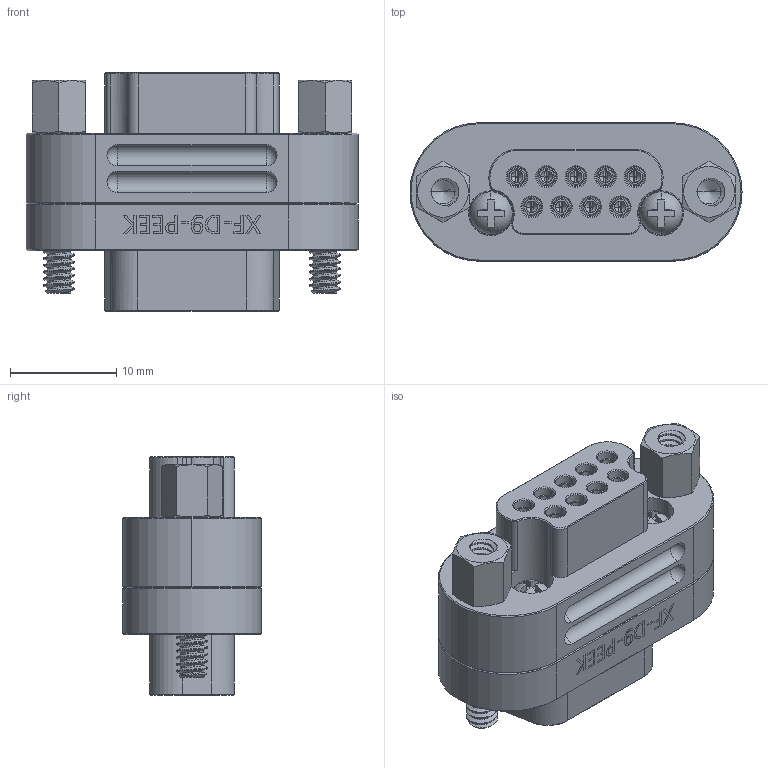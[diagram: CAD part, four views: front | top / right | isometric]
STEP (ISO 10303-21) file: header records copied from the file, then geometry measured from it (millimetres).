
FILE_DESCRIPTION (( 'STEP AP214' ), '1' );
FILE_NAME ('俋楷耀倰-FF-D9-PEEK.STEP', '2026-01-15T02:15:54', ( '' ), ( '' ), 'SwSTEP 2.0', 'SolidWorks 2020', '' );
FILE_SCHEMA (( 'AUTOMOTIVE_DESIGN' ));
Length unit declared in the file: millimetre
Products named in the file (6): FF-D9-UP-PEEK; UNC40-譫芛蹟佪; 俋楷耀倰-FF-D9-PEEK; SCRW-M3; XF-D9-001; FFG-D1005-彶坫綴
Assembly tree (15 placements, depth 2):
  俋楷耀倰-FF-D9-PEEK
    XF-D9-001
    FF-D9-UP-PEEK
    FFG-D1005-彶坫綴  x9
    SCRW-M3  x2
    UNC40-譫芛蹟佪  x2
Bounding box: 31.2 x 13 x 22.4 mm (x, y, z)
Volume: 5125 mm3; surface area: 6713.8 mm2
Topology: 15 solids, 15 shells, 1032 faces, 2756 edges, 1765 vertices
Faces by surface type: cylinder 462, cone 288, plane 242, bspline 28, sphere 8, torus 4
Entity records: 26879 total; most frequent: CARTESIAN_POINT 14076, ORIENTED_EDGE 2776, DIRECTION 2426, EDGE_CURVE 1388, AXIS2_PLACEMENT_3D 921, VERTEX_POINT 907, EDGE_LOOP 607, LINE 584
